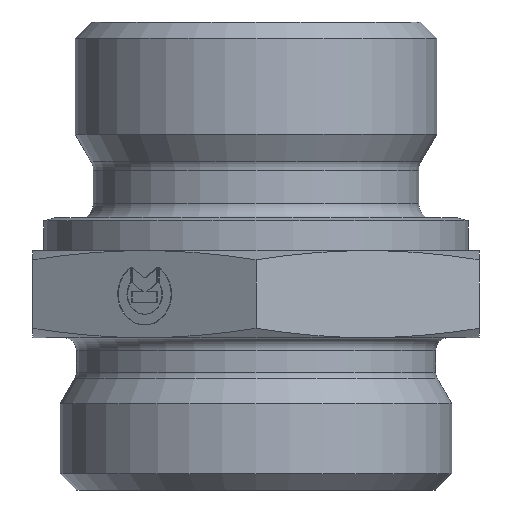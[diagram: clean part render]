
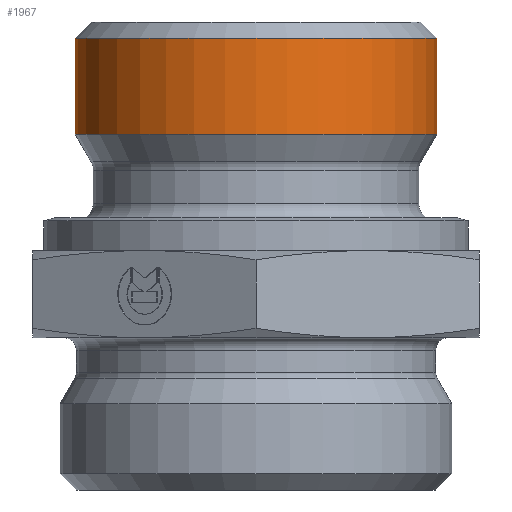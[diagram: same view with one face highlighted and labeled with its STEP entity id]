
A CAD part, front view. The second image highlights one B-rep face of the part: STEP entity #1967.
In plain terms, the highlighted cylindrical face has radius 16.625 mm (diameter 33.249 mm), a full revolution.
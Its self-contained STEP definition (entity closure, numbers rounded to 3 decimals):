
#1813=CARTESIAN_POINT('',(8.312,14.397,32.7));
#1814=VERTEX_POINT('',#1813);
#1815=CARTESIAN_POINT('',(0.0,0.0,32.7));
#1816=DIRECTION('',(0.0,0.0,1.0));
#1817=DIRECTION('',(-1.0,0.0,0.0));
#1818=AXIS2_PLACEMENT_3D('',#1815,#1816,#1817);
#1819=CIRCLE('',#1818,16.625);
#1820=EDGE_CURVE('',#1814,#1814,#1819,.T.);
#1941=CARTESIAN_POINT('',(16.625,0.,41.5));
#1942=VERTEX_POINT('',#1941);
#1943=CARTESIAN_POINT('',(0.0,0.0,41.5));
#1944=DIRECTION('',(0.0,0.0,1.0));
#1945=DIRECTION('',(-1.0,0.0,0.0));
#1946=AXIS2_PLACEMENT_3D('',#1943,#1944,#1945);
#1947=CIRCLE('',#1946,16.625);
#1948=EDGE_CURVE('',#1942,#1942,#1947,.T.);
#1956=CARTESIAN_POINT('',(0.0,0.0,43.0));
#1957=DIRECTION('',(0.0,0.0,-1.0));
#1958=DIRECTION('',(-1.0,0.0,0.0));
#1959=AXIS2_PLACEMENT_3D('',#1956,#1957,#1958);
#1960=CYLINDRICAL_SURFACE('',#1959,16.625);
#1961=ORIENTED_EDGE('',*,*,#1820,.T.);
#1962=EDGE_LOOP('',(#1961));
#1963=FACE_OUTER_BOUND('',#1962,.T.);
#1964=ORIENTED_EDGE('',*,*,#1948,.F.);
#1965=EDGE_LOOP('',(#1964));
#1966=FACE_BOUND('',#1965,.T.);
#1967=ADVANCED_FACE('',(#1963,#1966),#1960,.T.);
